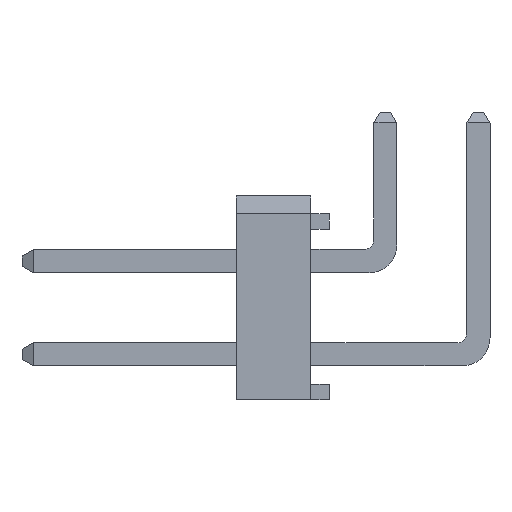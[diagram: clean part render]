
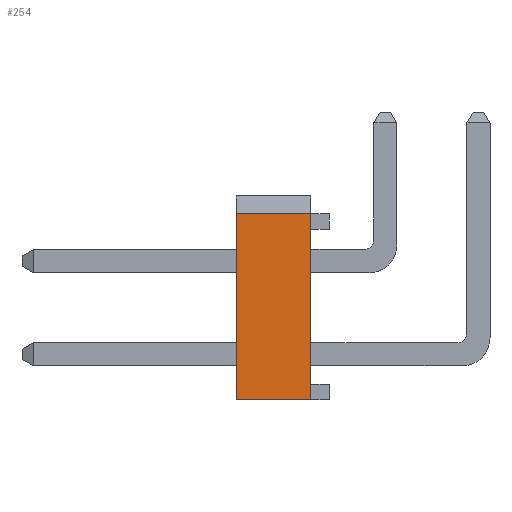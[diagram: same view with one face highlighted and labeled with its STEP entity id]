
A CAD part, left-side view. The second image highlights one B-rep face of the part: STEP entity #254.
In plain terms, the highlighted planar face has unit normal (-1, 0, 0).
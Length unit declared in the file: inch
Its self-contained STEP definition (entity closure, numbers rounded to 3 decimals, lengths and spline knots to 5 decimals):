
#254 = ADVANCED_FACE( '', ( #909 ), #910, .F. );
#909 = FACE_OUTER_BOUND( '', #2086, .T. );
#910 = PLANE( '', #2087 );
#2086 = EDGE_LOOP( '', ( #3746, #3747, #3748, #3749 ) );
#2087 = AXIS2_PLACEMENT_3D( '', #3750, #3751, #3752 );
#3746 = ORIENTED_EDGE( '', *, *, #7809, .F. );
#3747 = ORIENTED_EDGE( '', *, *, #8030, .F. );
#3748 = ORIENTED_EDGE( '', *, *, #7887, .F. );
#3749 = ORIENTED_EDGE( '', *, *, #8031, .T. );
#3750 = CARTESIAN_POINT( '', ( -0.3, 0.1, -0.1 ) );
#3751 = DIRECTION( '', ( 1., 0., 0. ) );
#3752 = DIRECTION( '', ( 0., 0., -1. ) );
#7809 = EDGE_CURVE( '', #9359, #9361, #9362, .T. );
#7887 = EDGE_CURVE( '', #9491, #9493, #9494, .T. );
#8030 = EDGE_CURVE( '', #9493, #9359, #9727, .T. );
#8031 = EDGE_CURVE( '', #9491, #9361, #9728, .T. );
#9359 = VERTEX_POINT( '', #11841 );
#9361 = VERTEX_POINT( '', #11844 );
#9362 = LINE( '', #11845, #11846 );
#9491 = VERTEX_POINT( '', #12051 );
#9493 = VERTEX_POINT( '', #12054 );
#9494 = LINE( '', #12055, #12056 );
#9727 = LINE( '', #12431, #12432 );
#9728 = LINE( '', #12433, #12434 );
#11841 = CARTESIAN_POINT( '', ( -0.3, 0.02, 0.1 ) );
#11844 = CARTESIAN_POINT( '', ( -0.3, 0.02, -0.1 ) );
#11845 = CARTESIAN_POINT( '', ( -0.3, 0.02, -0.1 ) );
#11846 = VECTOR( '', #15489, 39.37008 );
#12051 = CARTESIAN_POINT( '', ( -0.3, 0.1, -0.1 ) );
#12054 = CARTESIAN_POINT( '', ( -0.3, 0.1, 0.1 ) );
#12055 = CARTESIAN_POINT( '', ( -0.3, 0.1, -0.1 ) );
#12056 = VECTOR( '', #15567, 39.37008 );
#12431 = CARTESIAN_POINT( '', ( -0.3, 0.1, 0.1 ) );
#12432 = VECTOR( '', #15710, 39.37008 );
#12433 = CARTESIAN_POINT( '', ( -0.3, 0.1, -0.1 ) );
#12434 = VECTOR( '', #15711, 39.37008 );
#15489 = DIRECTION( '', ( 0., 0., -1. ) );
#15567 = DIRECTION( '', ( 0., 0., 1. ) );
#15710 = DIRECTION( '', ( 0., -1., 0. ) );
#15711 = DIRECTION( '', ( 0., -1., 0. ) );
